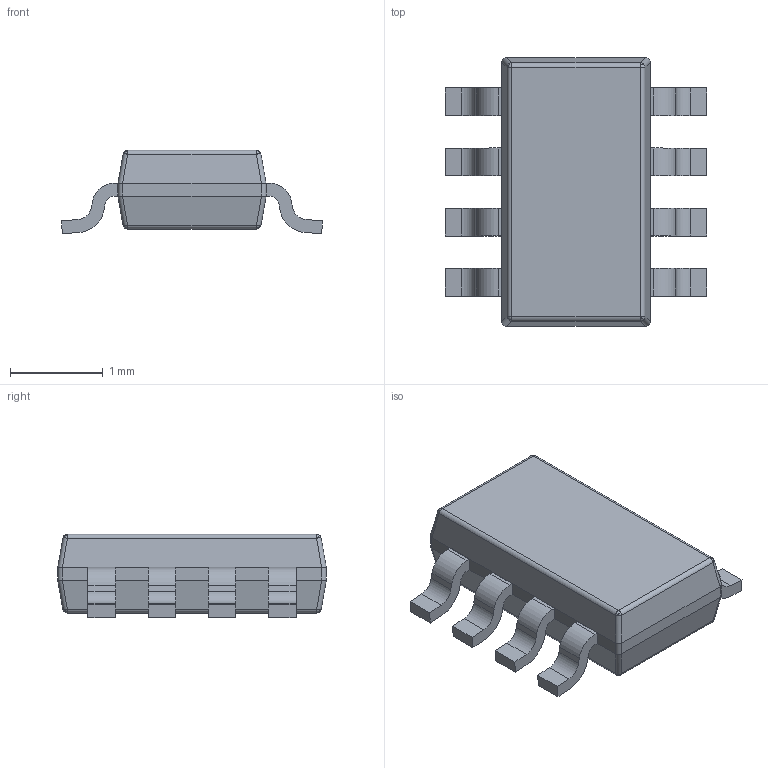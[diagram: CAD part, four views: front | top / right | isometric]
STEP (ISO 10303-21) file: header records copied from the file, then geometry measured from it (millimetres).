
FILE_DESCRIPTION (( 'STEP AP214' ), '1' );
FILE_NAME ('LM74704QDDFRQ1.STEP', '2024-07-30T06:00:25', ( '' ), ( '' ), 'SwSTEP 2.0', 'SolidWorks 2016', '' );
FILE_SCHEMA (( 'AUTOMOTIVE_DESIGN' ));
Length unit declared in the file: millimetre
Products named in the file (3): LEAD-SO; BODY-SO; LM74704QDDFRQ1
Assembly tree (9 placements, depth 2):
  LM74704QDDFRQ1
    BODY-SO
    LEAD-SO  x8
Bounding box: 2.82 x 2.9 x 0.9 mm (x, y, z)
Volume: 4 mm3; surface area: 21.9 mm2
Topology: 9 solids, 9 shells, 162 faces, 406 edges, 246 vertices
Faces by surface type: plane 94, cylinder 52, bspline 16
Entity records: 2746 total; most frequent: CARTESIAN_POINT 556, DIRECTION 304, ORIENTED_EDGE 276, EDGE_CURVE 138, AXIS2_PLACEMENT_3D 114, VERTEX_POINT 78, LINE 76, VECTOR 76
